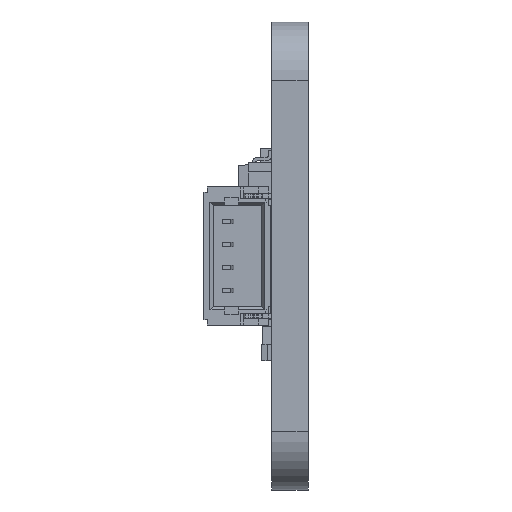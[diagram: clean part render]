
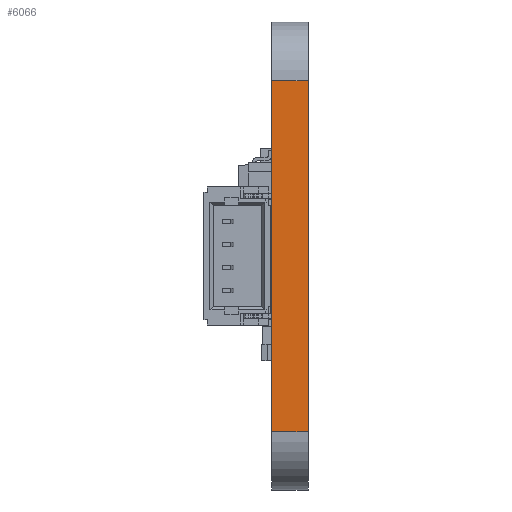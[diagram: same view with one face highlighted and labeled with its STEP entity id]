
A CAD part, left-side view. The second image highlights one B-rep face of the part: STEP entity #6066.
In plain terms, the highlighted planar face has unit normal (-1, 0, 0).
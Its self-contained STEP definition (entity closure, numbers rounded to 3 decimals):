
#138 = VERTEX_POINT ( 'NONE', #7636 ) ;
#496 = ORIENTED_EDGE ( 'NONE', *, *, #16654, .F. ) ;
#2236 = CARTESIAN_POINT ( 'NONE',  ( 0., 0., -2.54 ) ) ;
#2441 = DIRECTION ( 'NONE',  ( 0., 0., 1. ) ) ;
#2605 = EDGE_CURVE ( 'NONE', #138, #17149, #14989, .T. ) ;
#2608 = VECTOR ( 'NONE', #10910, 1000. ) ;
#3245 = PLANE ( 'NONE',  #13634 ) ;
#3413 = LINE ( 'NONE', #10305, #15763 ) ;
#6066 = ADVANCED_FACE ( 'NONE', ( #19953 ), #3245, .T. ) ;
#6106 = DIRECTION ( 'NONE',  ( 0., 1., 0. ) ) ;
#6596 = VECTOR ( 'NONE', #2441, 1000. ) ;
#7636 = CARTESIAN_POINT ( 'NONE',  ( 0., -1.57, -17.78 ) ) ;
#8726 = EDGE_CURVE ( 'NONE', #138, #9785, #3413, .T. ) ;
#9728 = VECTOR ( 'NONE', #6106, 1000. ) ;
#9785 = VERTEX_POINT ( 'NONE', #15529 ) ;
#10305 = CARTESIAN_POINT ( 'NONE',  ( 0., -1.57, -2.54 ) ) ;
#10466 = LINE ( 'NONE', #13853, #9728 ) ;
#10799 = DIRECTION ( 'NONE',  ( 0., 0., 1. ) ) ;
#10910 = DIRECTION ( 'NONE',  ( 0., 1., 0. ) ) ;
#11058 = DIRECTION ( 'NONE',  ( -1., 0., 0. ) ) ;
#11836 = VERTEX_POINT ( 'NONE', #19899 ) ;
#12512 = ORIENTED_EDGE ( 'NONE', *, *, #2605, .F. ) ;
#12564 = CARTESIAN_POINT ( 'NONE',  ( 0., -1.57, -17.78 ) ) ;
#12584 = CARTESIAN_POINT ( 'NONE',  ( 0., -1.57, -2.54 ) ) ;
#12926 = LINE ( 'NONE', #2236, #6596 ) ;
#13240 = EDGE_LOOP ( 'NONE', ( #496, #12512, #18062, #19491 ) ) ;
#13634 = AXIS2_PLACEMENT_3D ( 'NONE', #12584, #11058, #10799 ) ;
#13853 = CARTESIAN_POINT ( 'NONE',  ( 0., -1.57, -2.54 ) ) ;
#14989 = LINE ( 'NONE', #12564, #2608 ) ;
#15529 = CARTESIAN_POINT ( 'NONE',  ( 0., -1.57, -2.54 ) ) ;
#15763 = VECTOR ( 'NONE', #17974, 1000. ) ;
#16654 = EDGE_CURVE ( 'NONE', #17149, #11836, #12926, .T. ) ;
#16889 = EDGE_CURVE ( 'NONE', #9785, #11836, #10466, .T. ) ;
#17149 = VERTEX_POINT ( 'NONE', #18989 ) ;
#17974 = DIRECTION ( 'NONE',  ( 0., 0., 1. ) ) ;
#18062 = ORIENTED_EDGE ( 'NONE', *, *, #8726, .T. ) ;
#18989 = CARTESIAN_POINT ( 'NONE',  ( 0., 0., -17.78 ) ) ;
#19491 = ORIENTED_EDGE ( 'NONE', *, *, #16889, .T. ) ;
#19899 = CARTESIAN_POINT ( 'NONE',  ( 0., 0., -2.54 ) ) ;
#19953 = FACE_OUTER_BOUND ( 'NONE', #13240, .T. ) ;
